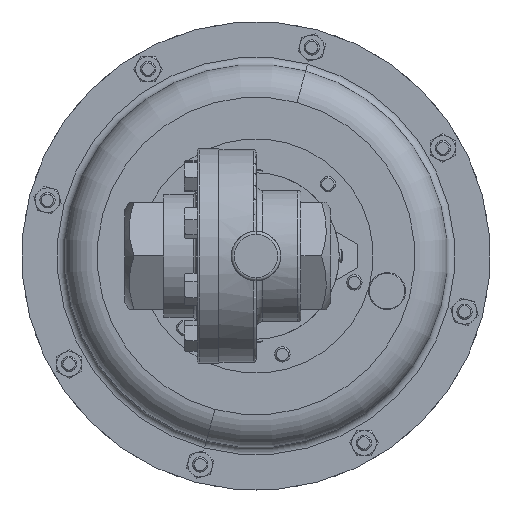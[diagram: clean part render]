
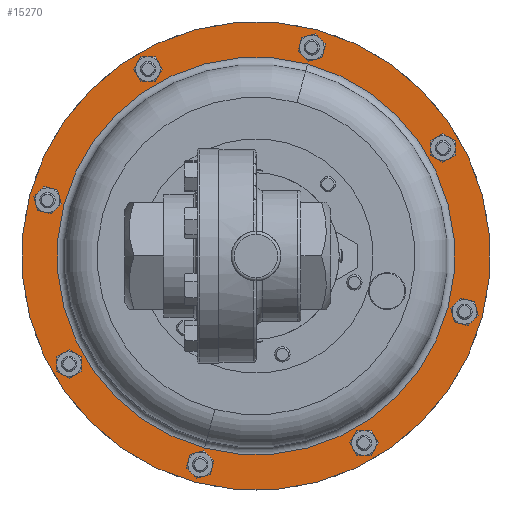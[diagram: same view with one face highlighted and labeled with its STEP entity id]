
A CAD part, front view. The second image highlights one B-rep face of the part: STEP entity #15270.
In plain terms, the highlighted planar face has unit normal (0, -1, 0).
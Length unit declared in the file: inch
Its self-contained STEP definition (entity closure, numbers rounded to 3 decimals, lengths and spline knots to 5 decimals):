
#86 = EDGE_LOOP ( 'NONE', ( #25509, #7863 ) ) ;
#1987 = CIRCLE ( 'NONE', #2077, 4.029 ) ;
#2077 = AXIS2_PLACEMENT_3D ( 'NONE', #13569, #32282, #16276 ) ;
#2153 = AXIS2_PLACEMENT_3D ( 'NONE', #22011, #5968, #24678 ) ;
#2667 = VERTEX_POINT ( 'NONE', #22009 ) ;
#2713 = CARTESIAN_POINT ( 'NONE',  ( 1.24035, 10.57865, -0.01801 ) ) ;
#3455 = EDGE_CURVE ( 'NONE', #2667, #34413, #10784, .T. ) ;
#4097 = ORIENTED_EDGE ( 'NONE', *, *, #31839, .F. ) ;
#4912 = CARTESIAN_POINT ( 'NONE',  ( 3.32591, 10.57865, 7.76542 ) ) ;
#5250 = CIRCLE ( 'NONE', #16922, 4.029 ) ;
#5526 = EDGE_LOOP ( 'NONE', ( #9947, #4097 ) ) ;
#5968 = DIRECTION ( 'NONE',  ( 0., 1., 0. ) ) ;
#6422 = DIRECTION ( 'NONE',  ( 0., -1., 0. ) ) ;
#7490 = VERTEX_POINT ( 'NONE', #2713 ) ;
#7863 = ORIENTED_EDGE ( 'NONE', *, *, #13002, .T. ) ;
#9302 = DIRECTION ( 'NONE',  ( 0., 1., 0. ) ) ;
#9947 = ORIENTED_EDGE ( 'NONE', *, *, #3455, .F. ) ;
#10784 = CIRCLE ( 'NONE', #27550, 4.75 ) ;
#13002 = EDGE_CURVE ( 'NONE', #7490, #14876, #1987, .T. ) ;
#13169 = FACE_OUTER_BOUND ( 'NONE', #5526, .T. ) ;
#13232 = CIRCLE ( 'NONE', #2153, 4.75 ) ;
#13569 = CARTESIAN_POINT ( 'NONE',  ( 2.28313, 10.57865, 3.87371 ) ) ;
#14344 = CARTESIAN_POINT ( 'NONE',  ( 6.87128, 10.57865, 2.64432 ) ) ;
#14876 = VERTEX_POINT ( 'NONE', #4912 ) ;
#15270 = ADVANCED_FACE ( 'NONE', ( #20318, #13169 ), #17050, .T. ) ;
#16276 = DIRECTION ( 'NONE',  ( 0.259, 0., 0.966 ) ) ;
#16545 = EDGE_CURVE ( 'NONE', #14876, #7490, #5250, .T. ) ;
#16922 = AXIS2_PLACEMENT_3D ( 'NONE', #25317, #9302, #28004 ) ;
#17050 = PLANE ( 'NONE',  #28532 ) ;
#20318 = FACE_BOUND ( 'NONE', #86, .T. ) ;
#21800 = DIRECTION ( 'NONE',  ( 0.259, 0., 0.966 ) ) ;
#21920 = DIRECTION ( 'NONE',  ( 0., 1., 0. ) ) ;
#22009 = CARTESIAN_POINT ( 'NONE',  ( 3.51252, 10.57865, 8.46186 ) ) ;
#22011 = CARTESIAN_POINT ( 'NONE',  ( 2.28313, 10.57865, 3.87371 ) ) ;
#22036 = CARTESIAN_POINT ( 'NONE',  ( 2.28313, 10.57865, 3.87371 ) ) ;
#24678 = DIRECTION ( 'NONE',  ( 0.259, 0., 0.966 ) ) ;
#25125 = DIRECTION ( 'NONE',  ( -0.259, 0., -0.966 ) ) ;
#25309 = CARTESIAN_POINT ( 'NONE',  ( 1.05374, 10.57865, -0.71444 ) ) ;
#25317 = CARTESIAN_POINT ( 'NONE',  ( 2.28313, 10.57865, 3.87371 ) ) ;
#25509 = ORIENTED_EDGE ( 'NONE', *, *, #16545, .T. ) ;
#27550 = AXIS2_PLACEMENT_3D ( 'NONE', #22036, #21920, #21800 ) ;
#28004 = DIRECTION ( 'NONE',  ( 0.259, 0., 0.966 ) ) ;
#28532 = AXIS2_PLACEMENT_3D ( 'NONE', #14344, #6422, #25125 ) ;
#31839 = EDGE_CURVE ( 'NONE', #34413, #2667, #13232, .T. ) ;
#32282 = DIRECTION ( 'NONE',  ( 0., 1., 0. ) ) ;
#34413 = VERTEX_POINT ( 'NONE', #25309 ) ;
